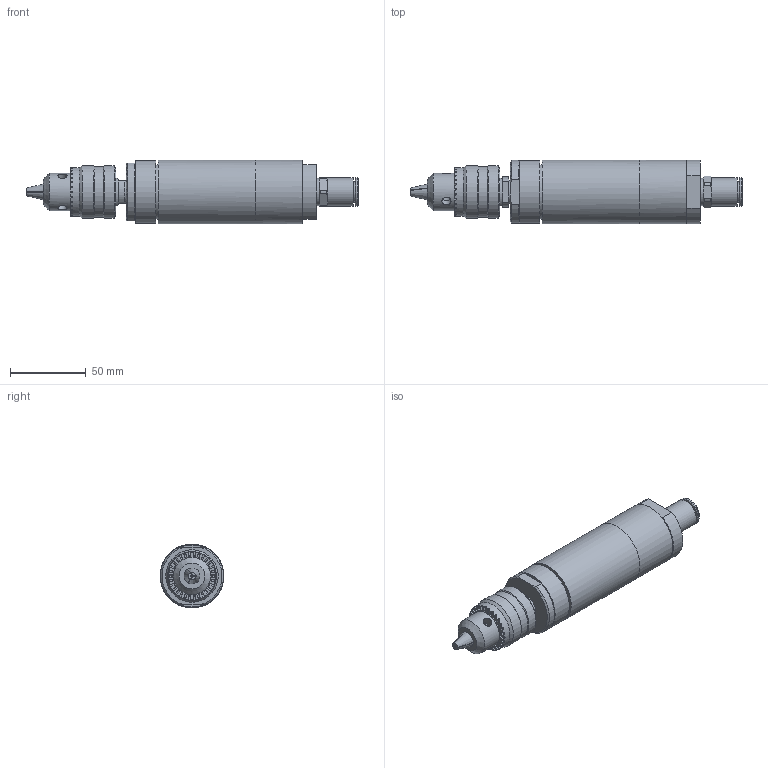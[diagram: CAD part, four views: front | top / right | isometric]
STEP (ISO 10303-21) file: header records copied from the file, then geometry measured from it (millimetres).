
FILE_DESCRIPTION(/* description */ (''),/* implementation_level */ '2;1');
FILE_NAME(/* name */ 'EBM 38-5200 B_29937647.stp',/* time_stamp */ '2019-01-09T15:43:07+01:00',/* author */ ('flambert'),/* organization */ (''),/* preprocessor_version */ 'ST-DEVELOPER v17',/* originating_system */ 'Autodesk Inventor 2018',/* authorisation */ '');
FILE_SCHEMA (('AUTOMOTIVE_DESIGN { 1 0 10303 214 3 1 1 }'));
Length unit declared in the file: millimetre
Products named in the file (1): EBM 38-5200 B_29937647
Bounding box: 218.55 x 42 x 42 mm (x, y, z)
Volume: 211656.5 mm3; surface area: 30391.3 mm2
Topology: 1 solids, 2 shells, 298 faces, 816 edges, 536 vertices
Faces by surface type: plane 167, cone 65, cylinder 63, torus 3
Full cylindrical faces by diameter (mm): 1.5 x1, 6 x3, 12 x1, 13.2 x1, 14.95 x1, 16 x1, 18 x1, 18.5 x2, 23 x1, 24.5 x1, 32 x1, 33.5 x1, 34.5 x2, 36 x1, 41.5 x1, 42 x2
Entity records: 10355 total; most frequent: CARTESIAN_POINT 2464, ORIENTED_EDGE 1626, DIRECTION 1615, EDGE_CURVE 813, AXIS2_PLACEMENT_3D 641, VERTEX_POINT 536, LINE 333, VECTOR 333
